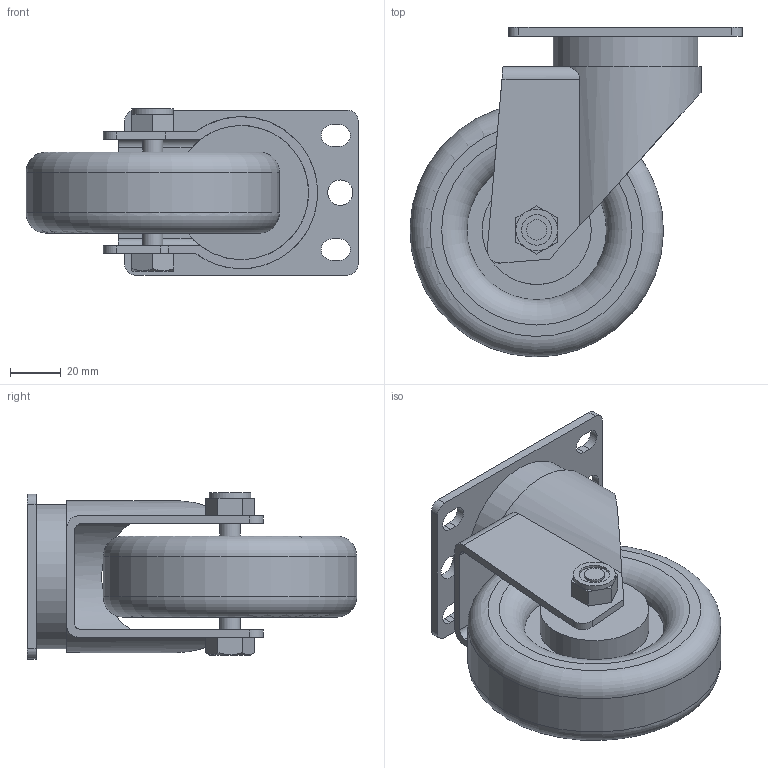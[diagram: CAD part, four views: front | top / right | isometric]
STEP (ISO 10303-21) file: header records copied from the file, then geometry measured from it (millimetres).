
FILE_DESCRIPTION((''),'2;1');
FILE_NAME('86408.stp','2016-11-08T12:26:37',('Konstruktor II'),(''),'Autodesk Inventor 2013','Autodesk Inventor 2013','');
FILE_SCHEMA(('AUTOMOTIVE_DESIGN { 1 0 10303 214 1 1 1 1 }'));
Length unit declared in the file: millimetre
Products named in the file (1): 86408
Bounding box: 130.99 x 129.99 x 65.5 mm (x, y, z)
Volume: 302662.5 mm3; surface area: 65604.5 mm2
Topology: 1 solids, 1 shells, 94 faces, 235 edges, 155 vertices
Faces by surface type: plane 55, cylinder 34, torus 4, cone 1
Full cylindrical faces by diameter (mm): 8 x3, 10 x2, 12 x1, 16.454 x1, 43 x2, 53 x1, 57 x1, 100 x1
Entity records: 2788 total; most frequent: CARTESIAN_POINT 512, DIRECTION 469, ORIENTED_EDGE 424, EDGE_CURVE 212, AXIS2_PLACEMENT_3D 172, VERTEX_POINT 149, EDGE_LOOP 137, VECTOR 125
